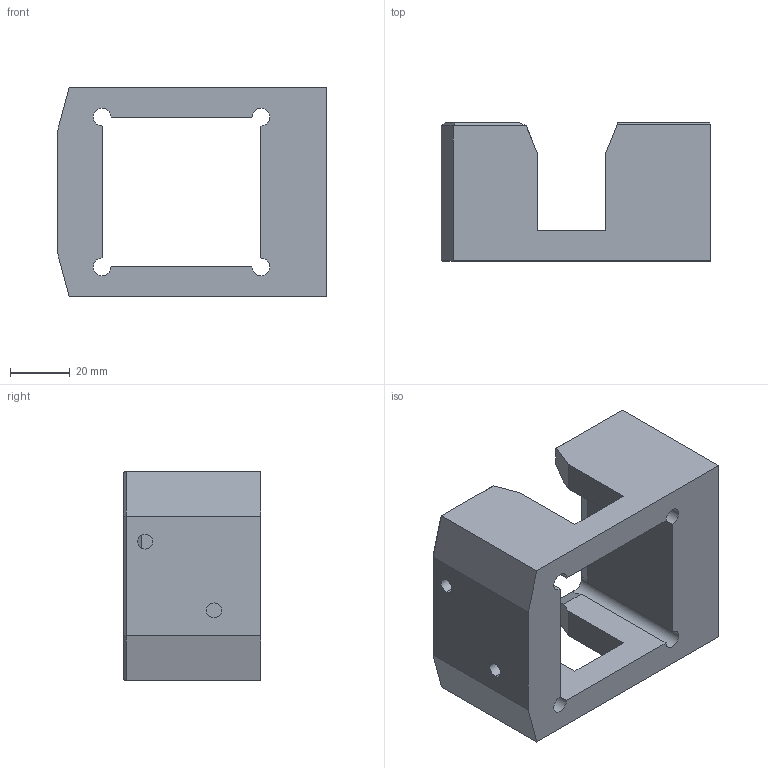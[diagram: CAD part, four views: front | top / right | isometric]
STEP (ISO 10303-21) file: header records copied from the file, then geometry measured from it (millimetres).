
FILE_DESCRIPTION (( 'STEP AP203' ), '1' );
FILE_NAME ('Assembly Station Block Holder_Default_sldprt.STEP', '2023-10-19T05:33:57', ( '' ), ( '' ), 'SwSTEP 2.0', 'SolidWorks 2023', '' );
FILE_SCHEMA (( 'CONFIG_CONTROL_DESIGN' ));
Length unit declared in the file: millimetre
Products named in the file (1): Assembly Station Block Holder_Default_sldprt
Bounding box: 90 x 46 x 70 mm (x, y, z)
Volume: 141775 mm3; surface area: 30207.9 mm2
Topology: 1 solids, 1 shells, 55 faces, 151 edges, 98 vertices
Faces by surface type: plane 41, cylinder 14
Entity records: 1817 total; most frequent: CARTESIAN_POINT 332, ORIENTED_EDGE 302, DIRECTION 281, EDGE_CURVE 151, VECTOR 115, LINE 115, VERTEX_POINT 98, AXIS2_PLACEMENT_3D 83
